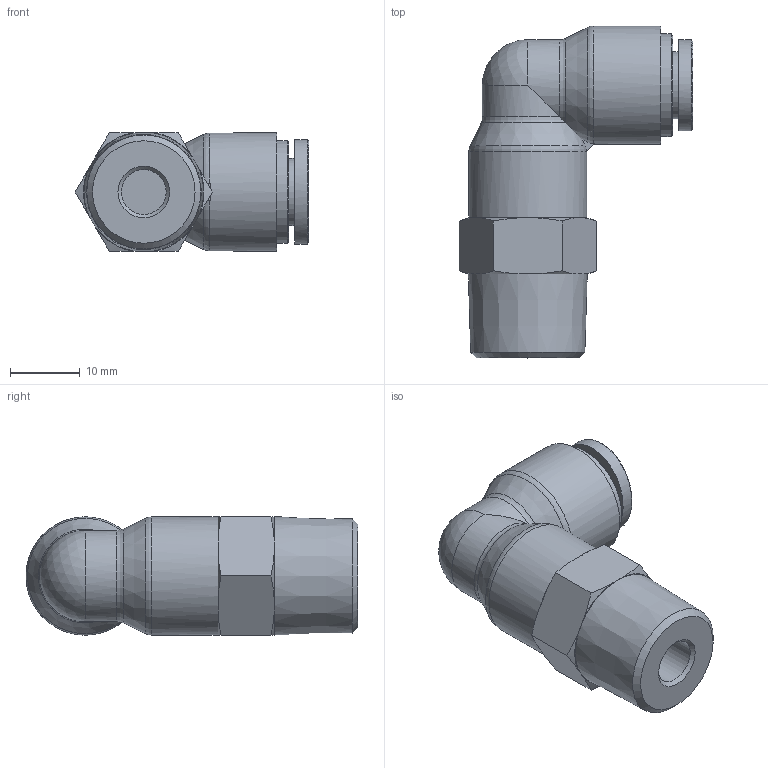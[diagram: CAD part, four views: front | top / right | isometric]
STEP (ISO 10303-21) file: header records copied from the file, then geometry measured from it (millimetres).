
FILE_DESCRIPTION((''),'2;1');
FILE_NAME('HR-PL 0803.stp','2020-03-19T08:29:34',('user'),(''),'Autodesk Inventor 2013','Autodesk Inventor 2013','');
FILE_SCHEMA(('AUTOMOTIVE_DESIGN { 1 0 10303 214 1 1 1 1 }'));
Length unit declared in the file: millimetre
Products named in the file (6): 조립품1; HR-PUL 08 BODY; HR-COLLAR 08; HR-Collar 08L(SUS); HR-SLEEVE 08; HR-PL BODY 0803
Assembly tree (5 placements, depth 3):
  조립품1
    HR-PUL 08 BODY
    HR-COLLAR 08
      HR-Collar 08L(SUS)
      HR-SLEEVE 08
    HR-PL BODY 0803
Bounding box: 33.41 x 47.45 x 17 mm (x, y, z)
Volume: 10100.7 mm3; surface area: 5568.9 mm2
Topology: 4 solids, 4 shells, 210 faces, 535 edges, 352 vertices
Faces by surface type: plane 103, bspline 71, cone 20, cylinder 11, torus 4, sphere 1
Full cylindrical faces by diameter (mm): 6.4 x1, 8.2 x4, 9.6 x1, 14.7 x1, 16.9 x2
Entity records: 6790 total; most frequent: CARTESIAN_POINT 2163, ORIENTED_EDGE 1028, DIRECTION 697, EDGE_CURVE 514, VERTEX_POINT 347, VECTOR 283, LINE 283, EDGE_LOOP 251
